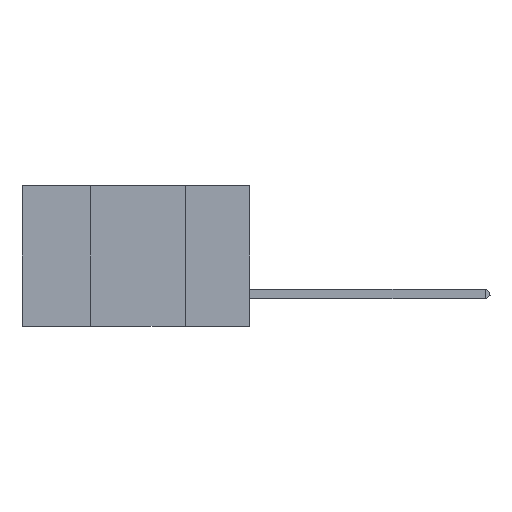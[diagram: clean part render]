
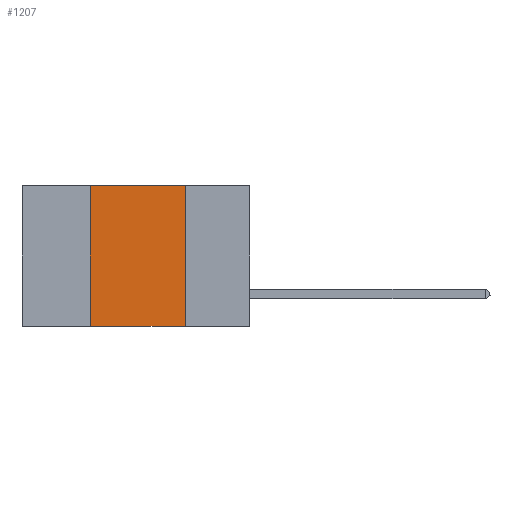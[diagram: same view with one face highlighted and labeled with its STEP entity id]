
A CAD part, left-side view. The second image highlights one B-rep face of the part: STEP entity #1207.
In plain terms, the highlighted planar face has unit normal (-1, 0, 0).
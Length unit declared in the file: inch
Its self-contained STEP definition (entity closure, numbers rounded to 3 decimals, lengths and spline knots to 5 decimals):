
#1033 = EDGE_CURVE ( 'NONE', #1051, #3261, #3791, .T. ) ;
#1051 = VERTEX_POINT ( 'NONE', #2484 ) ;
#1140 = CARTESIAN_POINT ( 'NONE',  ( 0., 0.6, 0. ) ) ;
#1194 = LINE ( 'NONE', #8808, #1857 ) ;
#1207 = ADVANCED_FACE ( 'NONE', ( #8421 ), #3866, .F. ) ;
#1732 = LINE ( 'NONE', #9013, #8370 ) ;
#1857 = VECTOR ( 'NONE', #10629, 39.37008 ) ;
#2020 = DIRECTION ( 'NONE',  ( 0., 0., 1. ) ) ;
#2285 = AXIS2_PLACEMENT_3D ( 'NONE', #1140, #5564, #7302 ) ;
#2484 = CARTESIAN_POINT ( 'NONE',  ( 0., 0.17, 0. ) ) ;
#3261 = VERTEX_POINT ( 'NONE', #7101 ) ;
#3685 = DIRECTION ( 'NONE',  ( 0., -1., 0. ) ) ;
#3779 = VECTOR ( 'NONE', #3685, 39.37008 ) ;
#3791 = LINE ( 'NONE', #4217, #5968 ) ;
#3866 = PLANE ( 'NONE',  #2285 ) ;
#4119 = CARTESIAN_POINT ( 'NONE',  ( 0., 0.42, -0.37 ) ) ;
#4217 = CARTESIAN_POINT ( 'NONE',  ( 0., 0.17, 0. ) ) ;
#4319 = EDGE_CURVE ( 'NONE', #9955, #10986, #1732, .T. ) ;
#5564 = DIRECTION ( 'NONE',  ( 1., 0., 0. ) ) ;
#5968 = VECTOR ( 'NONE', #9568, 39.37008 ) ;
#7101 = CARTESIAN_POINT ( 'NONE',  ( 0., 0.17, -0.37 ) ) ;
#7302 = DIRECTION ( 'NONE',  ( 0., 0., -1. ) ) ;
#7812 = EDGE_CURVE ( 'NONE', #10986, #1051, #1194, .T. ) ;
#8032 = CARTESIAN_POINT ( 'NONE',  ( 0., 0.6, -0.37 ) ) ;
#8370 = VECTOR ( 'NONE', #2020, 39.37008 ) ;
#8421 = FACE_OUTER_BOUND ( 'NONE', #9096, .T. ) ;
#8513 = ORIENTED_EDGE ( 'NONE', *, *, #1033, .F. ) ;
#8678 = LINE ( 'NONE', #8032, #3779 ) ;
#8808 = CARTESIAN_POINT ( 'NONE',  ( 0., 0.6, 0. ) ) ;
#9006 = CARTESIAN_POINT ( 'NONE',  ( 0., 0.42, 0. ) ) ;
#9013 = CARTESIAN_POINT ( 'NONE',  ( 0., 0.42, 0. ) ) ;
#9096 = EDGE_LOOP ( 'NONE', ( #8513, #10912, #11298, #9243 ) ) ;
#9243 = ORIENTED_EDGE ( 'NONE', *, *, #10067, .T. ) ;
#9568 = DIRECTION ( 'NONE',  ( 0., 0., -1. ) ) ;
#9955 = VERTEX_POINT ( 'NONE', #4119 ) ;
#10067 = EDGE_CURVE ( 'NONE', #9955, #3261, #8678, .T. ) ;
#10629 = DIRECTION ( 'NONE',  ( 0., -1., 0. ) ) ;
#10912 = ORIENTED_EDGE ( 'NONE', *, *, #7812, .F. ) ;
#10986 = VERTEX_POINT ( 'NONE', #9006 ) ;
#11298 = ORIENTED_EDGE ( 'NONE', *, *, #4319, .F. ) ;
